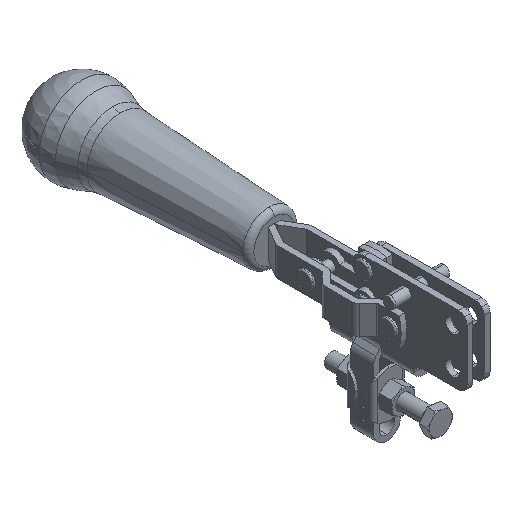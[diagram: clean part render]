
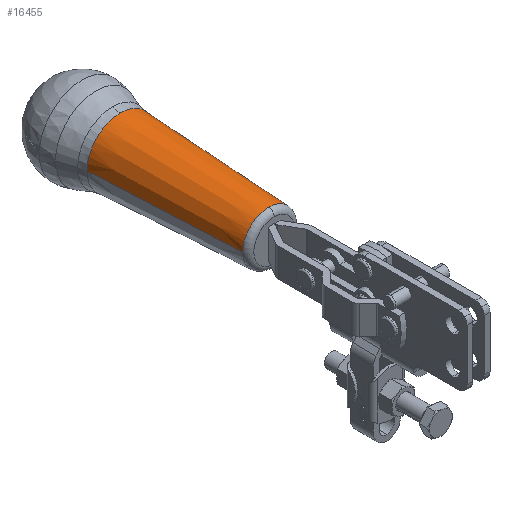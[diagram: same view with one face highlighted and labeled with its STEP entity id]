
A CAD part, isometric view. The second image highlights one B-rep face of the part: STEP entity #16455.
In plain terms, the highlighted conical face has half-angle 2.876 degrees and reference radius 10.383 mm.
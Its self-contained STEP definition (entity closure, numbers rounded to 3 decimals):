
#69=CARTESIAN_POINT('',(-134.871,73.817,11.433));
#70=VERTEX_POINT('',#69);
#78=CARTESIAN_POINT('',(-143.967,73.817,2.338));
#79=VERTEX_POINT('',#78);
#80=CARTESIAN_POINT('',(-134.871,73.817,2.338));
#81=DIRECTION('',(0.0,-1.0,0.0));
#82=DIRECTION('',(-1.0,0.0,0.0));
#83=AXIS2_PLACEMENT_3D('',#80,#81,#82);
#84=CIRCLE('',#83,9.095);
#85=EDGE_CURVE('',#70,#79,#84,.T.);
#102=CARTESIAN_POINT('',(-125.776,73.817,2.338));
#103=VERTEX_POINT('',#102);
#104=CARTESIAN_POINT('',(-123.177,125.562,2.338));
#105=VERTEX_POINT('',#104);
#106=CARTESIAN_POINT('',(-125.776,73.817,2.338));
#107=DIRECTION('',(0.05,0.999,0.0));
#108=VECTOR('',#107,51.811);
#109=LINE('',#106,#108);
#110=EDGE_CURVE('',#103,#105,#109,.T.);
#120=CARTESIAN_POINT('',(-146.566,125.562,2.338));
#121=VERTEX_POINT('',#120);
#122=CARTESIAN_POINT('',(-146.566,125.562,2.338));
#123=DIRECTION('',(0.05,-0.999,0.));
#124=VECTOR('',#123,51.811);
#125=LINE('',#122,#124);
#126=EDGE_CURVE('',#121,#79,#125,.T.);
#182=CARTESIAN_POINT('',(-134.871,125.562,14.032));
#183=VERTEX_POINT('',#182);
#193=CARTESIAN_POINT('',(-134.871,125.562,2.338));
#194=DIRECTION('',(0.0,1.0,0.0));
#195=DIRECTION('',(-1.0,0.0,0.0));
#196=AXIS2_PLACEMENT_3D('',#193,#194,#195);
#197=CIRCLE('',#196,11.695);
#198=EDGE_CURVE('',#183,#105,#197,.T.);
#16381=CARTESIAN_POINT('',(-134.871,125.562,2.338));
#16382=DIRECTION('',(0.0,1.0,0.0));
#16383=DIRECTION('',(-1.0,0.0,0.0));
#16384=AXIS2_PLACEMENT_3D('',#16381,#16382,#16383);
#16385=CIRCLE('',#16384,11.695);
#16386=EDGE_CURVE('',#121,#183,#16385,.T.);
#16436=CARTESIAN_POINT('',(-134.871,99.442,2.338));
#16437=DIRECTION('',(0.,1.0,0.));
#16438=DIRECTION('',(1.0,0.,0.));
#16439=AXIS2_PLACEMENT_3D('',#16436,#16437,#16438);
#16440=CONICAL_SURFACE('',#16439,10.383,2.876);
#16441=ORIENTED_EDGE('',*,*,#110,.T.);
#16442=ORIENTED_EDGE('',*,*,#198,.F.);
#16443=ORIENTED_EDGE('',*,*,#16386,.F.);
#16444=ORIENTED_EDGE('',*,*,#126,.T.);
#16445=ORIENTED_EDGE('',*,*,#85,.F.);
#16446=CARTESIAN_POINT('',(-134.871,73.817,2.338));
#16447=DIRECTION('',(0.0,-1.0,0.0));
#16448=DIRECTION('',(-1.0,0.0,0.0));
#16449=AXIS2_PLACEMENT_3D('',#16446,#16447,#16448);
#16450=CIRCLE('',#16449,9.095);
#16451=EDGE_CURVE('',#103,#70,#16450,.T.);
#16452=ORIENTED_EDGE('',*,*,#16451,.F.);
#16453=EDGE_LOOP('',(#16441,#16442,#16443,#16444,#16445,#16452));
#16454=FACE_OUTER_BOUND('',#16453,.T.);
#16455=ADVANCED_FACE('',(#16454),#16440,.T.);
